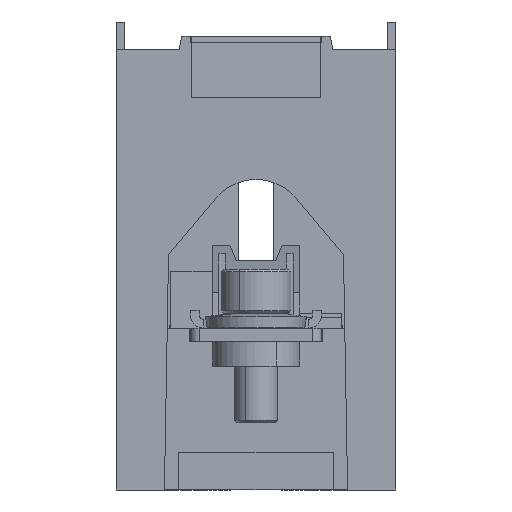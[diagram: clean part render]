
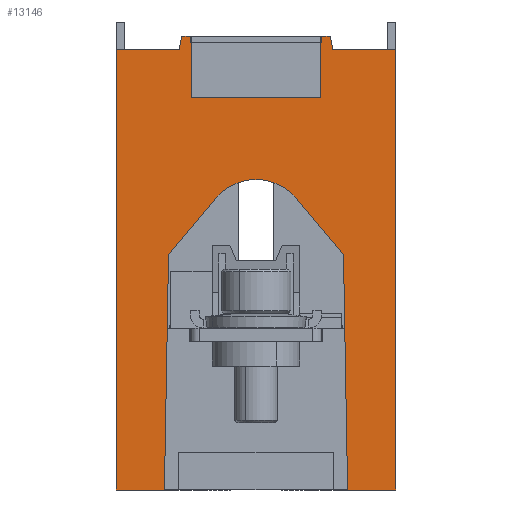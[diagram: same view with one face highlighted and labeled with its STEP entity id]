
A CAD part, front view. The second image highlights one B-rep face of the part: STEP entity #13146.
In plain terms, the highlighted planar face has unit normal (0, -1, 0).
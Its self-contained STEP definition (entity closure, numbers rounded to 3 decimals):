
#12217=AXIS2_PLACEMENT_3D('Circle Axis2P3D',#12215,#12216,$) ;
#13104=AXIS2_PLACEMENT_3D('Plane Axis2P3D',#13101,#13102,#13103) ;
#11875=CARTESIAN_POINT('Vertex',(-17.,-83.,69.7)) ;
#11891=CARTESIAN_POINT('Vertex',(-17.583,-83.,66.7)) ;
#11894=CARTESIAN_POINT('Line Origine',(-17.292,-83.,68.2)) ;
#11958=CARTESIAN_POINT('Vertex',(17.,-83.,69.7)) ;
#11961=CARTESIAN_POINT('Line Origine',(17.292,-83.,68.2)) ;
#11965=CARTESIAN_POINT('Vertex',(17.583,-83.,66.7)) ;
#12066=CARTESIAN_POINT('Line Origine',(16.,-83.,69.7)) ;
#12070=CARTESIAN_POINT('Vertex',(15.,-83.,69.7)) ;
#12073=CARTESIAN_POINT('Line Origine',(-16.,-83.,69.7)) ;
#12077=CARTESIAN_POINT('Vertex',(-15.,-83.,69.7)) ;
#12115=CARTESIAN_POINT('Line Origine',(-15.,-83.,68.95)) ;
#12119=CARTESIAN_POINT('Vertex',(-15.,-83.,68.2)) ;
#12150=CARTESIAN_POINT('Vertex',(15.,-83.,68.2)) ;
#12160=CARTESIAN_POINT('Line Origine',(0.,-83.,68.2)) ;
#12177=CARTESIAN_POINT('Line Origine',(15.,-83.,68.95)) ;
#12212=CARTESIAN_POINT('Vertex',(9.193,-83.,32.713)) ;
#12215=CARTESIAN_POINT('Axis2P3D Location',(0.,-83.,25.)) ;
#12219=CARTESIAN_POINT('Vertex',(-9.193,-83.,32.713)) ;
#12771=CARTESIAN_POINT('Vertex',(20.94,-83.,-34.)) ;
#12792=CARTESIAN_POINT('Vertex',(32.,-83.,-34.)) ;
#12795=CARTESIAN_POINT('Line Origine',(26.47,-83.,-34.)) ;
#12813=CARTESIAN_POINT('Vertex',(-20.94,-83.,-34.)) ;
#12818=CARTESIAN_POINT('Line Origine',(-26.47,-83.,-34.)) ;
#12822=CARTESIAN_POINT('Vertex',(-32.,-83.,-34.)) ;
#12856=CARTESIAN_POINT('Line Origine',(-32.,-83.,16.35)) ;
#12860=CARTESIAN_POINT('Vertex',(-32.,-83.,66.7)) ;
#12902=CARTESIAN_POINT('Vertex',(-20.,-83.,19.834)) ;
#12907=CARTESIAN_POINT('Line Origine',(-20.47,-83.,-7.083)) ;
#12929=CARTESIAN_POINT('Line Origine',(20.47,-83.,-7.083)) ;
#12933=CARTESIAN_POINT('Vertex',(20.,-83.,19.834)) ;
#12964=CARTESIAN_POINT('Vertex',(32.,-83.,66.7)) ;
#12967=CARTESIAN_POINT('Line Origine',(32.,-83.,16.35)) ;
#13101=CARTESIAN_POINT('Axis2P3D Location',(32.,-83.,0.)) ;
#13106=CARTESIAN_POINT('Line Origine',(-14.596,-83.,26.274)) ;
#13111=CARTESIAN_POINT('Line Origine',(14.596,-83.,26.274)) ;
#13116=CARTESIAN_POINT('Line Origine',(24.792,-83.,66.7)) ;
#13121=CARTESIAN_POINT('Line Origine',(-24.792,-83.,66.7)) ;
#11895=DIRECTION('Vector Direction',(-0.191,0.,-0.982)) ;
#11962=DIRECTION('Vector Direction',(0.191,0.,-0.982)) ;
#12067=DIRECTION('Vector Direction',(-1.,0.,0.)) ;
#12074=DIRECTION('Vector Direction',(-1.,0.,0.)) ;
#12116=DIRECTION('Vector Direction',(0.,0.,-1.)) ;
#12161=DIRECTION('Vector Direction',(1.,0.,0.)) ;
#12178=DIRECTION('Vector Direction',(0.,0.,-1.)) ;
#12216=DIRECTION('Axis2P3D Direction',(0.,1.,-0.)) ;
#12796=DIRECTION('Vector Direction',(-1.,0.,0.)) ;
#12819=DIRECTION('Vector Direction',(-1.,0.,0.)) ;
#12857=DIRECTION('Vector Direction',(0.,0.,-1.)) ;
#12908=DIRECTION('Vector Direction',(-0.017,0.,-1.)) ;
#12930=DIRECTION('Vector Direction',(-0.017,0.,1.)) ;
#12968=DIRECTION('Vector Direction',(0.,0.,-1.)) ;
#13102=DIRECTION('Axis2P3D Direction',(0.,1.,-0.)) ;
#13103=DIRECTION('Axis2P3D XDirection',(-1.,0.,0.)) ;
#13107=DIRECTION('Vector Direction',(-0.643,0.,-0.766)) ;
#13112=DIRECTION('Vector Direction',(-0.643,0.,0.766)) ;
#13117=DIRECTION('Vector Direction',(-1.,0.,0.)) ;
#13122=DIRECTION('Vector Direction',(-1.,0.,0.)) ;
#11896=VECTOR('Line Direction',#11895,1.) ;
#11963=VECTOR('Line Direction',#11962,1.) ;
#12068=VECTOR('Line Direction',#12067,1.) ;
#12075=VECTOR('Line Direction',#12074,1.) ;
#12117=VECTOR('Line Direction',#12116,1.) ;
#12162=VECTOR('Line Direction',#12161,1.) ;
#12179=VECTOR('Line Direction',#12178,1.) ;
#12797=VECTOR('Line Direction',#12796,1.) ;
#12820=VECTOR('Line Direction',#12819,1.) ;
#12858=VECTOR('Line Direction',#12857,1.) ;
#12909=VECTOR('Line Direction',#12908,1.) ;
#12931=VECTOR('Line Direction',#12930,1.) ;
#12969=VECTOR('Line Direction',#12968,1.) ;
#13108=VECTOR('Line Direction',#13107,1.) ;
#13113=VECTOR('Line Direction',#13112,1.) ;
#13118=VECTOR('Line Direction',#13117,1.) ;
#13123=VECTOR('Line Direction',#13122,1.) ;
#13127=ORIENTED_EDGE('',*,*,#12911,.T.) ;
#13128=ORIENTED_EDGE('',*,*,#13110,.T.) ;
#13129=ORIENTED_EDGE('',*,*,#12221,.T.) ;
#13130=ORIENTED_EDGE('',*,*,#13115,.T.) ;
#13131=ORIENTED_EDGE('',*,*,#12935,.T.) ;
#13132=ORIENTED_EDGE('',*,*,#12799,.T.) ;
#13133=ORIENTED_EDGE('',*,*,#12971,.F.) ;
#13134=ORIENTED_EDGE('',*,*,#13120,.T.) ;
#13135=ORIENTED_EDGE('',*,*,#11967,.T.) ;
#13136=ORIENTED_EDGE('',*,*,#12072,.F.) ;
#13137=ORIENTED_EDGE('',*,*,#12181,.T.) ;
#13138=ORIENTED_EDGE('',*,*,#12164,.F.) ;
#13139=ORIENTED_EDGE('',*,*,#12121,.F.) ;
#13140=ORIENTED_EDGE('',*,*,#12079,.F.) ;
#13141=ORIENTED_EDGE('',*,*,#11898,.T.) ;
#13142=ORIENTED_EDGE('',*,*,#13125,.T.) ;
#13143=ORIENTED_EDGE('',*,*,#12862,.T.) ;
#13144=ORIENTED_EDGE('',*,*,#12824,.T.) ;
#13146=ADVANCED_FACE('Hauptkoerper nicht benutzen',(#13145),#13105,.F.) ;
#12218=CIRCLE('generated circle',#12217,12.) ;
#11898=EDGE_CURVE('',#11876,#11892,#11897,.T.) ;
#11967=EDGE_CURVE('',#11966,#11959,#11964,.F.) ;
#12072=EDGE_CURVE('',#12071,#11959,#12069,.F.) ;
#12079=EDGE_CURVE('',#11876,#12078,#12076,.F.) ;
#12121=EDGE_CURVE('',#12078,#12120,#12118,.T.) ;
#12164=EDGE_CURVE('',#12120,#12151,#12163,.T.) ;
#12181=EDGE_CURVE('',#12071,#12151,#12180,.T.) ;
#12221=EDGE_CURVE('',#12220,#12213,#12218,.T.) ;
#12799=EDGE_CURVE('',#12772,#12793,#12798,.F.) ;
#12824=EDGE_CURVE('',#12823,#12814,#12821,.F.) ;
#12862=EDGE_CURVE('',#12861,#12823,#12859,.T.) ;
#12911=EDGE_CURVE('',#12814,#12903,#12910,.F.) ;
#12935=EDGE_CURVE('',#12934,#12772,#12932,.F.) ;
#12971=EDGE_CURVE('',#12965,#12793,#12970,.T.) ;
#13110=EDGE_CURVE('',#12903,#12220,#13109,.F.) ;
#13115=EDGE_CURVE('',#12213,#12934,#13114,.F.) ;
#13120=EDGE_CURVE('',#12965,#11966,#13119,.T.) ;
#13125=EDGE_CURVE('',#11892,#12861,#13124,.T.) ;
#13126=EDGE_LOOP('',(#13127,#13128,#13129,#13130,#13131,#13132,#13133,#13134,#13135,#13136,#13137,#13138,#13139,#13140,#13141,#13142,#13143,#13144)) ;
#13145=FACE_OUTER_BOUND('',#13126,.T.) ;
#11897=LINE('Line',#11894,#11896) ;
#11964=LINE('Line',#11961,#11963) ;
#12069=LINE('Line',#12066,#12068) ;
#12076=LINE('Line',#12073,#12075) ;
#12118=LINE('Line',#12115,#12117) ;
#12163=LINE('Line',#12160,#12162) ;
#12180=LINE('Line',#12177,#12179) ;
#12798=LINE('Line',#12795,#12797) ;
#12821=LINE('Line',#12818,#12820) ;
#12859=LINE('Line',#12856,#12858) ;
#12910=LINE('Line',#12907,#12909) ;
#12932=LINE('Line',#12929,#12931) ;
#12970=LINE('Line',#12967,#12969) ;
#13109=LINE('Line',#13106,#13108) ;
#13114=LINE('Line',#13111,#13113) ;
#13119=LINE('Line',#13116,#13118) ;
#13124=LINE('Line',#13121,#13123) ;
#13105=PLANE('Plane',#13104) ;
#11876=VERTEX_POINT('',#11875) ;
#11892=VERTEX_POINT('',#11891) ;
#11959=VERTEX_POINT('',#11958) ;
#11966=VERTEX_POINT('',#11965) ;
#12071=VERTEX_POINT('',#12070) ;
#12078=VERTEX_POINT('',#12077) ;
#12120=VERTEX_POINT('',#12119) ;
#12151=VERTEX_POINT('',#12150) ;
#12213=VERTEX_POINT('',#12212) ;
#12220=VERTEX_POINT('',#12219) ;
#12772=VERTEX_POINT('',#12771) ;
#12793=VERTEX_POINT('',#12792) ;
#12814=VERTEX_POINT('',#12813) ;
#12823=VERTEX_POINT('',#12822) ;
#12861=VERTEX_POINT('',#12860) ;
#12903=VERTEX_POINT('',#12902) ;
#12934=VERTEX_POINT('',#12933) ;
#12965=VERTEX_POINT('',#12964) ;
